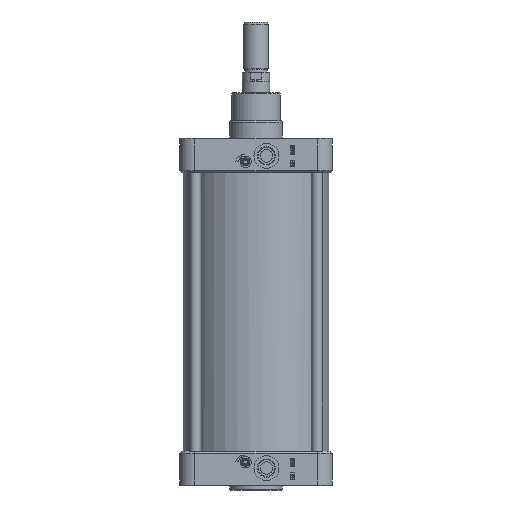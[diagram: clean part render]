
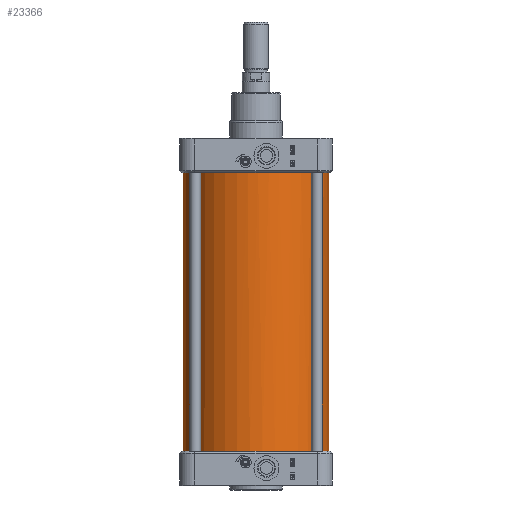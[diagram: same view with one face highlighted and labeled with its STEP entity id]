
A CAD part, front view. The second image highlights one B-rep face of the part: STEP entity #23366.
In plain terms, the highlighted cylindrical face has radius 105 mm (diameter 210 mm), a full revolution.
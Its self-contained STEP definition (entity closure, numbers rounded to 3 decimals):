
#9097=CARTESIAN_POINT('',(-27.0,-101.469,-200.0));
#9098=VERTEX_POINT('',#9097);
#9099=CARTESIAN_POINT('',(0.0,0.0,-200.0));
#9100=DIRECTION('',(0.0,0.0,1.0));
#9101=DIRECTION('',(-1.0,0.0,0.0));
#9102=AXIS2_PLACEMENT_3D('',#9099,#9100,#9101);
#9103=CIRCLE('',#9102,105.0);
#9104=EDGE_CURVE('',#9098,#9098,#9103,.T.);
#23347=CARTESIAN_POINT('',(0.0,0.0,0.0));
#23348=DIRECTION('',(0.0,0.0,1.0));
#23349=DIRECTION('',(-1.0,0.0,0.0));
#23350=AXIS2_PLACEMENT_3D('',#23347,#23348,#23349);
#23351=CYLINDRICAL_SURFACE('',#23350,105.0);
#23352=ORIENTED_EDGE('',*,*,#9104,.T.);
#23353=EDGE_LOOP('',(#23352));
#23354=FACE_OUTER_BOUND('',#23353,.T.);
#23355=CARTESIAN_POINT('',(33.,-99.679,200.0));
#23356=VERTEX_POINT('',#23355);
#23357=CARTESIAN_POINT('',(0.0,0.0,200.0));
#23358=DIRECTION('',(0.0,0.0,-1.0));
#23359=DIRECTION('',(-1.0,0.0,0.0));
#23360=AXIS2_PLACEMENT_3D('',#23357,#23358,#23359);
#23361=CIRCLE('',#23360,105.0);
#23362=EDGE_CURVE('',#23356,#23356,#23361,.T.);
#23363=ORIENTED_EDGE('',*,*,#23362,.T.);
#23364=EDGE_LOOP('',(#23363));
#23365=FACE_BOUND('',#23364,.T.);
#23366=ADVANCED_FACE('',(#23354,#23365),#23351,.T.);
